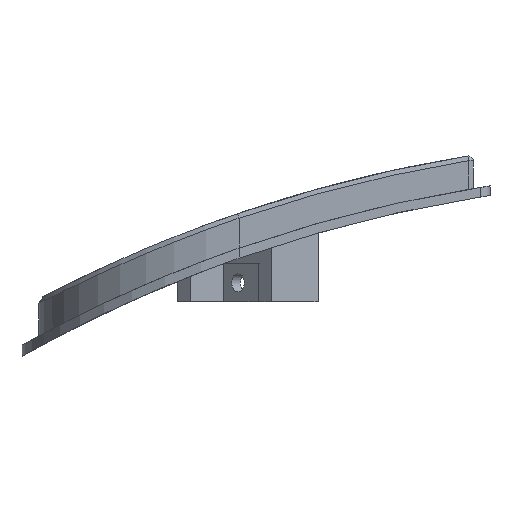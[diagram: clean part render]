
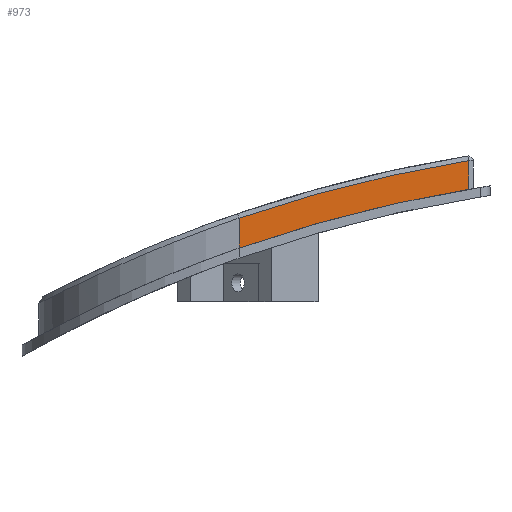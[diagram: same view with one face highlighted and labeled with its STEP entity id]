
A CAD part, left-side view. The second image highlights one B-rep face of the part: STEP entity #973.
In plain terms, the highlighted planar face has unit normal (-1, 0, 0).
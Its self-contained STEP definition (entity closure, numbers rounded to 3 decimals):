
#45 = CONICAL_SURFACE('',#46,151.,0.785);
#46 = AXIS2_PLACEMENT_3D('',#47,#48,#49);
#47 = CARTESIAN_POINT('',(-49.35,-20.,-150.));
#48 = DIRECTION('',(1.,0.,-0.));
#49 = DIRECTION('',(0.,0.157,0.988));
#379 = VERTEX_POINT('',#380);
#380 = CARTESIAN_POINT('',(-49.85,28.6,-7.563));
#399 = EDGE_CURVE('',#400,#379,#402,.T.);
#400 = VERTEX_POINT('',#401);
#401 = CARTESIAN_POINT('',(-49.85,4.25,-1.467));
#402 = SURFACE_CURVE('',#403,(#408,#415),.PCURVE_S1.);
#403 = CIRCLE('',#404,150.5);
#404 = AXIS2_PLACEMENT_3D('',#405,#406,#407);
#405 = CARTESIAN_POINT('',(-49.85,-20.,-150.));
#406 = DIRECTION('',(-1.,0.,0.));
#407 = DIRECTION('',(0.,0.157,0.988));
#408 = PCURVE('',#45,#409);
#409 = DEFINITIONAL_REPRESENTATION('',(#410),#414);
#410 = LINE('',#411,#412);
#411 = CARTESIAN_POINT('',(-0.,-0.5));
#412 = VECTOR('',#413,1.);
#413 = DIRECTION('',(-1.,-0.));
#414 = ( GEOMETRIC_REPRESENTATION_CONTEXT(2) 
PARAMETRIC_REPRESENTATION_CONTEXT() REPRESENTATION_CONTEXT('2D SPACE',''
  ) );
#415 = PCURVE('',#416,#421);
#416 = PLANE('',#417);
#417 = AXIS2_PLACEMENT_3D('',#418,#419,#420);
#418 = CARTESIAN_POINT('',(-49.85,3.75,10.));
#419 = DIRECTION('',(1.,0.,-0.));
#420 = DIRECTION('',(0.,1.,0.));
#421 = DEFINITIONAL_REPRESENTATION('',(#422),#430);
#422 = ( BOUNDED_CURVE() B_SPLINE_CURVE(2,(#423,#424,#425,#426,#427,#428
,#429),.UNSPECIFIED.,.T.,.F.) B_SPLINE_CURVE_WITH_KNOTS((1,2,2,2,2,1),(
    -2.094,0.,2.094,4.189,6.283,
8.378),.UNSPECIFIED.) CURVE() GEOMETRIC_REPRESENTATION_ITEM() 
RATIONAL_B_SPLINE_CURVE((1.,0.5,1.,0.5,1.,0.5,1.)) REPRESENTATION_ITEM(
  '') );
#423 = CARTESIAN_POINT('',(-0.079,-11.373));
#424 = CARTESIAN_POINT('',(257.35,-52.373));
#425 = CARTESIAN_POINT('',(93.129,-254.813));
#426 = CARTESIAN_POINT('',(-71.093,-457.254));
#427 = CARTESIAN_POINT('',(-164.3,-213.813));
#428 = CARTESIAN_POINT('',(-257.508,29.627));
#429 = CARTESIAN_POINT('',(-0.079,-11.373));
#430 = ( GEOMETRIC_REPRESENTATION_CONTEXT(2) 
PARAMETRIC_REPRESENTATION_CONTEXT() REPRESENTATION_CONTEXT('2D SPACE',''
  ) );
#572 = CYLINDRICAL_SURFACE('',#573,21.25);
#573 = AXIS2_PLACEMENT_3D('',#574,#575,#576);
#574 = CARTESIAN_POINT('',(-28.6,28.6,10.));
#575 = DIRECTION('',(-0.,-0.,1.));
#576 = DIRECTION('',(-1.,0.,0.));
#961 = PLANE('',#962);
#962 = AXIS2_PLACEMENT_3D('',#963,#964,#965);
#963 = CARTESIAN_POINT('',(-49.6,4.,-0.879));
#964 = DIRECTION('',(-0.707,-0.707,0.)
  );
#965 = DIRECTION('',(0.,0.,1.));
#973 = ADVANCED_FACE('',(#974),#416,.F.);
#974 = FACE_BOUND('',#975,.F.);
#975 = EDGE_LOOP('',(#976,#999,#1000,#1023));
#976 = ORIENTED_EDGE('',*,*,#977,.F.);
#977 = EDGE_CURVE('',#379,#978,#980,.T.);
#978 = VERTEX_POINT('',#979);
#979 = CARTESIAN_POINT('',(-49.85,28.6,-10.737));
#980 = SURFACE_CURVE('',#981,(#985,#992),.PCURVE_S1.);
#981 = LINE('',#982,#983);
#982 = CARTESIAN_POINT('',(-49.85,28.6,10.));
#983 = VECTOR('',#984,1.);
#984 = DIRECTION('',(-0.,0.,-1.));
#985 = PCURVE('',#416,#986);
#986 = DEFINITIONAL_REPRESENTATION('',(#987),#991);
#987 = LINE('',#988,#989);
#988 = CARTESIAN_POINT('',(24.85,0.));
#989 = VECTOR('',#990,1.);
#990 = DIRECTION('',(0.,-1.));
#991 = ( GEOMETRIC_REPRESENTATION_CONTEXT(2) 
PARAMETRIC_REPRESENTATION_CONTEXT() REPRESENTATION_CONTEXT('2D SPACE',''
  ) );
#992 = PCURVE('',#572,#993);
#993 = DEFINITIONAL_REPRESENTATION('',(#994),#998);
#994 = LINE('',#995,#996);
#995 = CARTESIAN_POINT('',(-6.283,0.));
#996 = VECTOR('',#997,1.);
#997 = DIRECTION('',(-0.,-1.));
#998 = ( GEOMETRIC_REPRESENTATION_CONTEXT(2) 
PARAMETRIC_REPRESENTATION_CONTEXT() REPRESENTATION_CONTEXT('2D SPACE',''
  ) );
#999 = ORIENTED_EDGE('',*,*,#399,.F.);
#1000 = ORIENTED_EDGE('',*,*,#1001,.T.);
#1001 = EDGE_CURVE('',#400,#1002,#1004,.T.);
#1002 = VERTEX_POINT('',#1003);
#1003 = CARTESIAN_POINT('',(-49.85,4.25,-4.507));
#1004 = SURFACE_CURVE('',#1005,(#1009,#1016),.PCURVE_S1.);
#1005 = LINE('',#1006,#1007);
#1006 = CARTESIAN_POINT('',(-49.85,4.25,-0.879));
#1007 = VECTOR('',#1008,1.);
#1008 = DIRECTION('',(-0.,0.,-1.));
#1009 = PCURVE('',#416,#1010);
#1010 = DEFINITIONAL_REPRESENTATION('',(#1011),#1015);
#1011 = LINE('',#1012,#1013);
#1012 = CARTESIAN_POINT('',(0.5,-10.879));
#1013 = VECTOR('',#1014,1.);
#1014 = DIRECTION('',(0.,-1.));
#1015 = ( GEOMETRIC_REPRESENTATION_CONTEXT(2) 
PARAMETRIC_REPRESENTATION_CONTEXT() REPRESENTATION_CONTEXT('2D SPACE',''
  ) );
#1016 = PCURVE('',#961,#1017);
#1017 = DEFINITIONAL_REPRESENTATION('',(#1018),#1022);
#1018 = LINE('',#1019,#1020);
#1019 = CARTESIAN_POINT('',(-0.,0.354));
#1020 = VECTOR('',#1021,1.);
#1021 = DIRECTION('',(-1.,0.));
#1022 = ( GEOMETRIC_REPRESENTATION_CONTEXT(2) 
PARAMETRIC_REPRESENTATION_CONTEXT() REPRESENTATION_CONTEXT('2D SPACE',''
  ) );
#1023 = ORIENTED_EDGE('',*,*,#1024,.T.);
#1024 = EDGE_CURVE('',#1002,#978,#1025,.T.);
#1025 = SURFACE_CURVE('',#1026,(#1031,#1042),.PCURVE_S1.);
#1026 = CIRCLE('',#1027,147.5);
#1027 = AXIS2_PLACEMENT_3D('',#1028,#1029,#1030);
#1028 = CARTESIAN_POINT('',(-49.85,-20.,-150.));
#1029 = DIRECTION('',(-1.,0.,0.));
#1030 = DIRECTION('',(0.,0.162,0.987));
#1031 = PCURVE('',#416,#1032);
#1032 = DEFINITIONAL_REPRESENTATION('',(#1033),#1041);
#1033 = ( BOUNDED_CURVE() B_SPLINE_CURVE(2,(#1034,#1035,#1036,#1037,
#1038,#1039,#1040),.UNSPECIFIED.,.T.,.F.) B_SPLINE_CURVE_WITH_KNOTS((1,2
    ,2,2,2,1),(-2.094,0.,2.094,4.189,
6.283,8.378),.UNSPECIFIED.) CURVE() 
GEOMETRIC_REPRESENTATION_ITEM() RATIONAL_B_SPLINE_CURVE((1.,0.5,1.,0.5,
1.,0.5,1.)) REPRESENTATION_ITEM('') );
#1034 = CARTESIAN_POINT('',(0.081,-14.438));
#1035 = CARTESIAN_POINT('',(252.202,-55.714));
#1036 = CARTESIAN_POINT('',(90.395,-253.419));
#1037 = CARTESIAN_POINT('',(-71.412,-451.124));
#1038 = CARTESIAN_POINT('',(-161.726,-212.143));
#1039 = CARTESIAN_POINT('',(-252.04,26.838));
#1040 = CARTESIAN_POINT('',(0.081,-14.438));
#1041 = ( GEOMETRIC_REPRESENTATION_CONTEXT(2) 
PARAMETRIC_REPRESENTATION_CONTEXT() REPRESENTATION_CONTEXT('2D SPACE',''
  ) );
#1042 = PCURVE('',#1043,#1048);
#1043 = CYLINDRICAL_SURFACE('',#1044,147.5);
#1044 = AXIS2_PLACEMENT_3D('',#1045,#1046,#1047);
#1045 = CARTESIAN_POINT('',(-55.,-20.,-150.));
#1046 = DIRECTION('',(1.,0.,0.));
#1047 = DIRECTION('',(0.,0.,-1.));
#1048 = DEFINITIONAL_REPRESENTATION('',(#1049),#1053);
#1049 = LINE('',#1050,#1051);
#1050 = CARTESIAN_POINT('',(2.979,5.15));
#1051 = VECTOR('',#1052,1.);
#1052 = DIRECTION('',(-1.,0.));
#1053 = ( GEOMETRIC_REPRESENTATION_CONTEXT(2) 
PARAMETRIC_REPRESENTATION_CONTEXT() REPRESENTATION_CONTEXT('2D SPACE',''
  ) );
